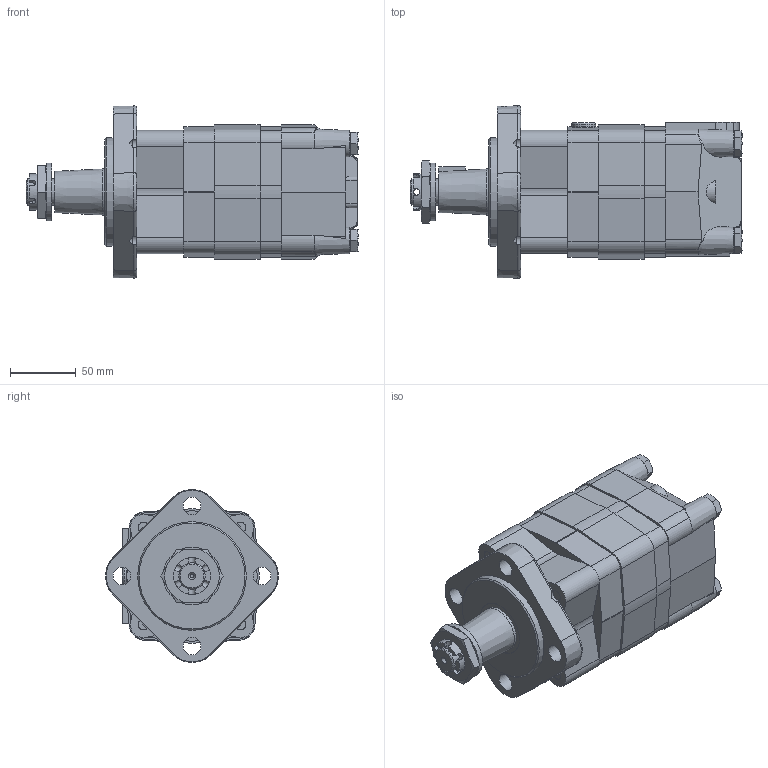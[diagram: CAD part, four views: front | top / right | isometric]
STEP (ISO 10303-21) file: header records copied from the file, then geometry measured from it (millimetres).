
FILE_DESCRIPTION(/* description */ ('STEP AP214'),/* implementation_level */ '2;1');
FILE_NAME(/* name */ 'MS200KUP_4',/* time_stamp */ '2023-02-02T13:14:42+01:00',/* author */ ('License CC BY-ND 4.0'),/* organization */ ('CADENAS'),/* preprocessor_version */ 'ST-DEVELOPER v18.102',/* originating_system */ 'PARTsolutions',/* authorisation */ ' ');
FILE_SCHEMA (('AUTOMOTIVE_DESIGN {1 0 10303 214 3 1 1}'));
Length unit declared in the file: millimetre
Products named in the file (8): MS200KUP/4; MSK; Hexagon bolt DIN 931-1 M10x1610; MS-P; MS-VP; MS200-D; MS-SP; MS-MF
Assembly tree (10 placements, depth 2):
  MS200KUP/4
    MSK
    Hexagon bolt DIN 931-1 M10x1610  x4
    MS-P
    MS-VP
    MS200-D
    MS-SP
    MS-MF
Bounding box: 252.2 x 131.31 x 131.31 mm (x, y, z)
Volume: 1710394.9 mm3; surface area: 225888.8 mm2
Topology: 10 solids, 10 shells, 437 faces, 1138 edges, 742 vertices
Faces by surface type: plane 204, cylinder 141, cone 79, torus 13
Full cylindrical faces by diameter (mm): 2.2 x4, 2.5 x1, 4.8 x1, 8.376 x6, 10 x4, 10.1 x6, 10.2 x4, 10.5 x8, 10.8 x4, 13.5 x4, 16 x4, 16.9 x1, 18 x1, 18.631 x2, 20 x2, 21 x1, 22 x4, 28 x1, 35 x1, 35.2 x1, 42 x1, 44 x1, 82.5 x1
Entity records: 11854 total; most frequent: CARTESIAN_POINT 2539, DIRECTION 1873, ORIENTED_EDGE 1806, EDGE_CURVE 903, AXIS2_PLACEMENT_3D 730, VERTEX_POINT 646, FACE_BOUND 535, EDGE_LOOP 527
